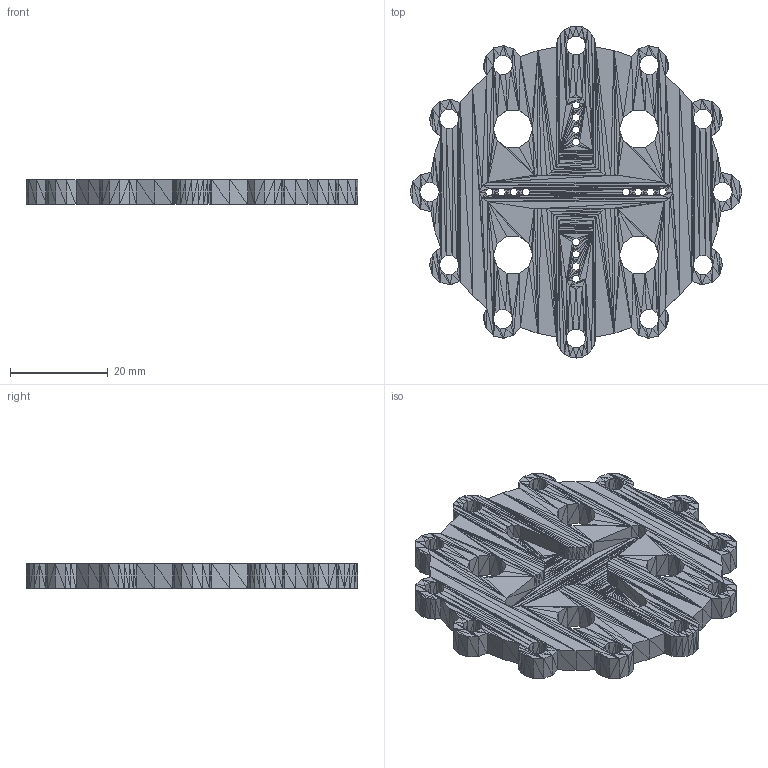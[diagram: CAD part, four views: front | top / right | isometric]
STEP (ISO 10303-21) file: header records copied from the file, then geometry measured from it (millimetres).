
FILE_DESCRIPTION (( 'STEP AP203' ), '1' );
FILE_NAME ('servo attachment_Default_sldprt.STEP', '2024-10-19T11:47:28', ( '' ), ( '' ), 'SwSTEP 2.0', 'SolidWorks 2021', '' );
FILE_SCHEMA (( 'CONFIG_CONTROL_DESIGN' ));
Length unit declared in the file: millimetre
Products named in the file (1): servo attachment_Default_sldprt
Bounding box: 68.07 x 68.07 x 5.01 mm (x, y, z)
Volume: 12661.1 mm3; surface area: 8577.5 mm2
Topology: 1 solids, 1 shells, 2220 faces, 3330 edges, 1048 vertices
Faces by surface type: plane 2220
Entity records: 43251 total; most frequent: DIRECTION 7772, ORIENTED_EDGE 6660, CARTESIAN_POINT 6599, VECTOR 3330, LINE 3330, EDGE_CURVE 3330, AXIS2_PLACEMENT_3D 2221, PLANE 2220
